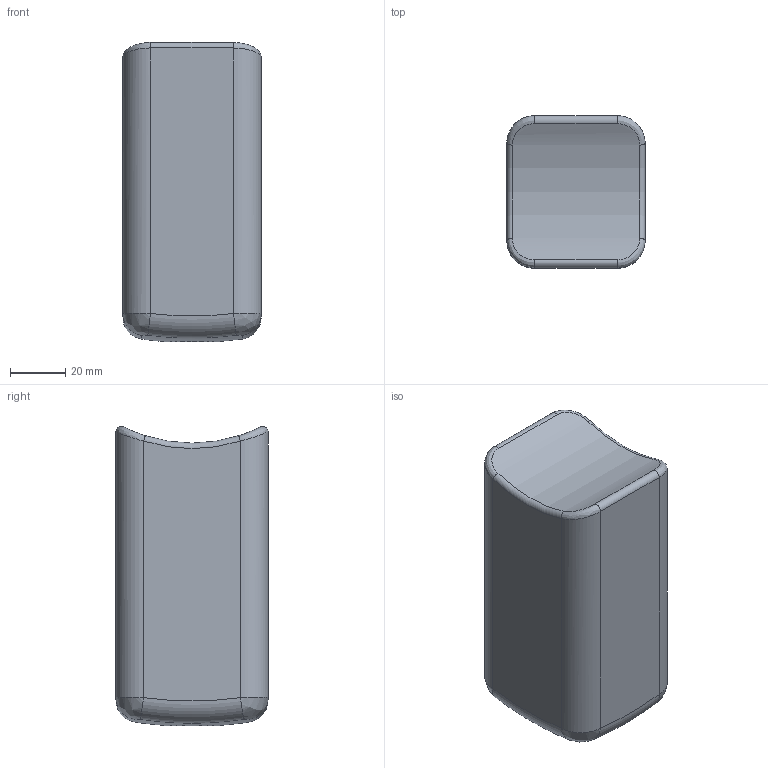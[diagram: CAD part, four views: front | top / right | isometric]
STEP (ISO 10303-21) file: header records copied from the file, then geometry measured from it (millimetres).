
FILE_DESCRIPTION(/* description */ (''),/* implementation_level */ '2;1');
FILE_NAME(/* name */ 'shank.step',/* time_stamp */ '2021-01-26T20:39:19-05:00',/* author */ ('DELL'),/* organization */ (''),/* preprocessor_version */ 'ST-DEVELOPER v18',/* originating_system */ 'Autodesk Inventor 2020',/* authorisation */ '');
FILE_SCHEMA (('AUTOMOTIVE_DESIGN { 1 0 10303 214 3 1 1 }'));
Length unit declared in the file: millimetre
Products named in the file (1): shank
Bounding box: 50 x 55 x 108.13 mm (x, y, z)
Volume: 253821.5 mm3; surface area: 28423.5 mm2
Topology: 1 solids, 1 shells, 28 faces, 63 edges, 37 vertices
Faces by surface type: bspline 8, cylinder 8, torus 6, plane 5, sphere 1
Full cylindrical faces by diameter (mm): 20 x1
Entity records: 1309 total; most frequent: CARTESIAN_POINT 672, ORIENTED_EDGE 126, DIRECTION 123, EDGE_CURVE 63, AXIS2_PLACEMENT_3D 55, VERTEX_POINT 37, CIRCLE 34, FACE_OUTER_BOUND 28
